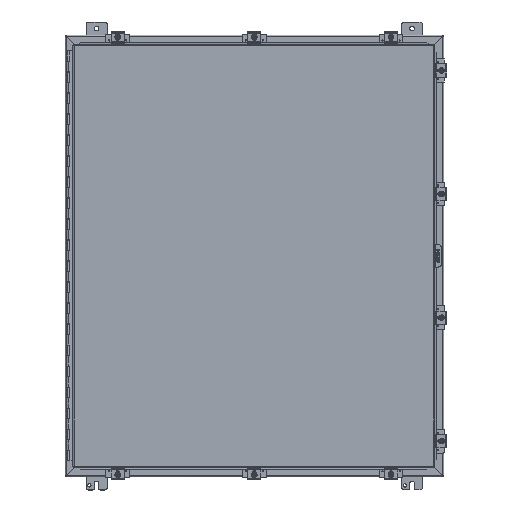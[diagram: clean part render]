
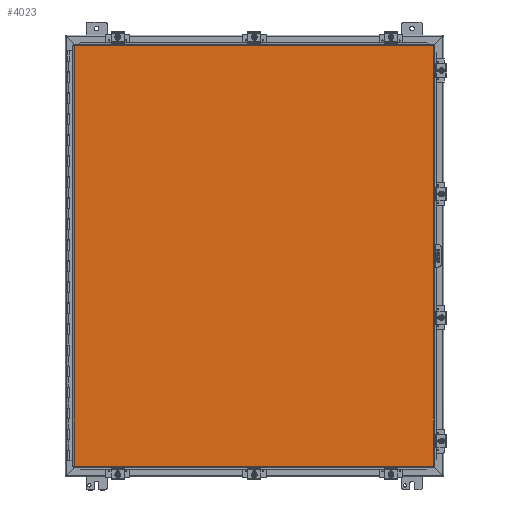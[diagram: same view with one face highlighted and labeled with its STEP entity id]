
A CAD part, top view. The second image highlights one B-rep face of the part: STEP entity #4023.
In plain terms, the highlighted face is planar.
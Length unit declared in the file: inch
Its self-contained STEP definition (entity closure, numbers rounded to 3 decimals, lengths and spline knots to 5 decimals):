
#32 = DIRECTION ( 'NONE',  ( -1., 0., 0. ) ) ;
#396 = EDGE_CURVE ( 'NONE', #11233, #27049, #55116, .T. ) ;
#3592 = VECTOR ( 'NONE', #32, 39.37008 ) ;
#4023 = ADVANCED_FACE ( 'NONE', ( #25181 ), #45050, .F. ) ;
#5487 = CARTESIAN_POINT ( 'NONE',  ( 17.08225, -19.9885, 0. ) ) ;
#8330 = CARTESIAN_POINT ( 'NONE',  ( -17.08225, 19.9885, 0. ) ) ;
#8680 = DIRECTION ( 'NONE',  ( 1., 0., 0. ) ) ;
#9610 = LINE ( 'NONE', #8330, #35428 ) ;
#11233 = VERTEX_POINT ( 'NONE', #30041 ) ;
#11618 = EDGE_CURVE ( 'NONE', #49632, #39382, #9610, .T. ) ;
#12905 = DIRECTION ( 'NONE',  ( 0., 1., 0. ) ) ;
#14167 = EDGE_CURVE ( 'NONE', #39382, #11233, #20928, .T. ) ;
#15671 = DIRECTION ( 'NONE',  ( 0., -1., 0. ) ) ;
#16063 = CARTESIAN_POINT ( 'NONE',  ( -17.08225, -19.9885, 0. ) ) ;
#16217 = CARTESIAN_POINT ( 'NONE',  ( 17.08225, 19.9885, 0. ) ) ;
#16641 = ORIENTED_EDGE ( 'NONE', *, *, #14167, .T. ) ;
#20928 = LINE ( 'NONE', #16217, #58258 ) ;
#22580 = AXIS2_PLACEMENT_3D ( 'NONE', #44224, #44090, #44010 ) ;
#25181 = FACE_OUTER_BOUND ( 'NONE', #48114, .T. ) ;
#27049 = VERTEX_POINT ( 'NONE', #16063 ) ;
#29904 = ORIENTED_EDGE ( 'NONE', *, *, #11618, .T. ) ;
#30041 = CARTESIAN_POINT ( 'NONE',  ( 17.08225, -19.9885, 0. ) ) ;
#31321 = VECTOR ( 'NONE', #12905, 39.37008 ) ;
#32241 = CARTESIAN_POINT ( 'NONE',  ( -17.08225, -19.9885, 0. ) ) ;
#33030 = ORIENTED_EDGE ( 'NONE', *, *, #396, .T. ) ;
#35428 = VECTOR ( 'NONE', #8680, 39.37008 ) ;
#38073 = ORIENTED_EDGE ( 'NONE', *, *, #51211, .T. ) ;
#38479 = CARTESIAN_POINT ( 'NONE',  ( 17.08225, 19.9885, 0. ) ) ;
#39382 = VERTEX_POINT ( 'NONE', #38479 ) ;
#42321 = CARTESIAN_POINT ( 'NONE',  ( -17.08225, 19.9885, 0. ) ) ;
#44010 = DIRECTION ( 'NONE',  ( 1., 0., 0. ) ) ;
#44090 = DIRECTION ( 'NONE',  ( 0., 0., 1. ) ) ;
#44224 = CARTESIAN_POINT ( 'NONE',  ( 0., 0., 0. ) ) ;
#44478 = LINE ( 'NONE', #32241, #31321 ) ;
#45050 = PLANE ( 'NONE',  #22580 ) ;
#48114 = EDGE_LOOP ( 'NONE', ( #38073, #29904, #16641, #33030 ) ) ;
#49632 = VERTEX_POINT ( 'NONE', #42321 ) ;
#51211 = EDGE_CURVE ( 'NONE', #27049, #49632, #44478, .T. ) ;
#55116 = LINE ( 'NONE', #5487, #3592 ) ;
#58258 = VECTOR ( 'NONE', #15671, 39.37008 ) ;
